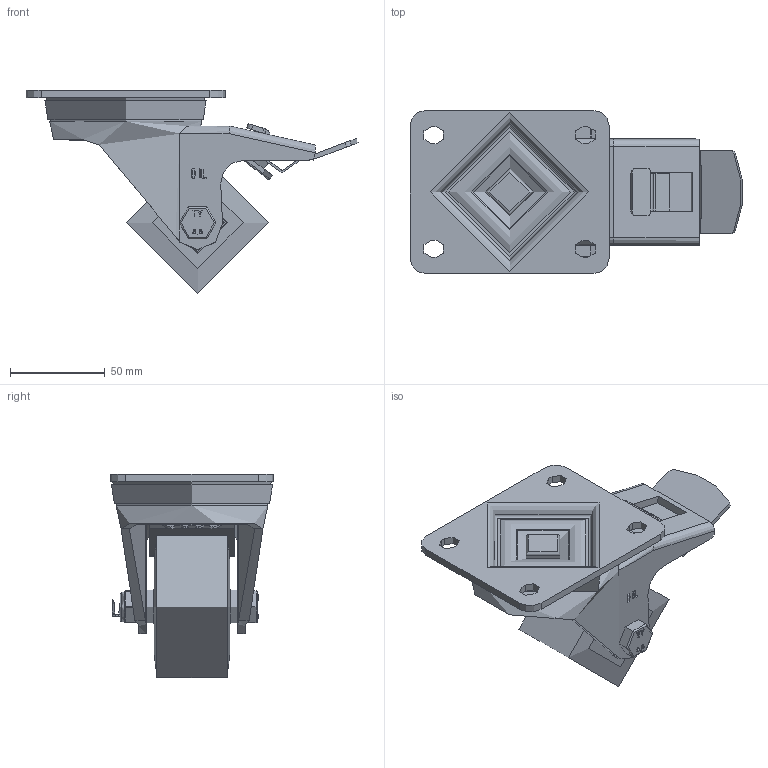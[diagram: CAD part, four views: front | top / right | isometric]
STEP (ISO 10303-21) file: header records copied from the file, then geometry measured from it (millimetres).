
FILE_DESCRIPTION(/* description */ (''),/* implementation_level */ '2;1');
FILE_NAME(/* name */ 'BZHD75PTBJSWB.step',/* time_stamp */ '2025-06-13T11:40:28+01:00',/* author */ (''),/* organization */ (''),/* preprocessor_version */ 'ST-DEVELOPER v20.1',/* originating_system */ 'Autodesk Translation Framework v14.10.0.0',/* authorisation */ '');
FILE_SCHEMA (('AUTOMOTIVE_DESIGN { 1 0 10303 214 3 1 1 }'));
Length unit declared in the file: millimetre
Products named in the file (33): BZHD75PTBJSWB; BZH80ASSWB - 48 v1; BZH80ASSWB v1; ZINC PLATED, PRESSED STEEL TOP PLATE; ZINC PLATED, PRESSED STEEL FORKS; BEARING SEAL; ZINC PLATED, PRESSED STEEL BRAKE PEDAL; BRAKE PAD; BRAKE PAD Geometry; BRAKE BOLT; BZH75WPTBJM15 v1; POLYURETHANE TYRE; CAST IRON RIM; BEARING6002; Pattern; BEARING6002 (1); Pattern (1); Component1; METAL; METAL2; MIDDLE; RUBBER; BEARING SPACER; TH15X4X10 v1; ZINC PLATED HEADED SPACER; TH15X4X10 v1 (1); ZINC PLATED HEADED SPACER (1); HEXBOLTM10X70Z8.8 v2; GRADE 8.8 THREADED ZINC PLATED BOLT; NYLOCM10Z v1; NYLOC NUT; RUBBER (1); NUT
Assembly tree (55 placements, depth 5):
  BZHD75PTBJSWB
    BZH80ASSWB - 48 v1
      BZH80ASSWB v1
        ZINC PLATED, PRESSED STEEL TOP PLATE
        ZINC PLATED, PRESSED STEEL FORKS
        BEARING SEAL
        ZINC PLATED, PRESSED STEEL BRAKE PEDAL
        BRAKE PAD
          BRAKE PAD Geometry
          BRAKE BOLT
    BZH75WPTBJM15 v1
      POLYURETHANE TYRE
      CAST IRON RIM
      BEARING6002
        METAL
        METAL2
        Pattern
          Component1  x9
        MIDDLE
        RUBBER  x2
      BEARING6002 (1)
        Pattern (1)
          Component1  x9
        METAL
        METAL2
        MIDDLE
        RUBBER  x2
      BEARING SPACER
    TH15X4X10 v1
      ZINC PLATED HEADED SPACER
    TH15X4X10 v1 (1)
      ZINC PLATED HEADED SPACER (1)
    HEXBOLTM10X70Z8.8 v2
      GRADE 8.8 THREADED ZINC PLATED BOLT
    NYLOCM10Z v1
      NYLOC NUT
        RUBBER (1)
        NUT
Bounding box: 175.06 x 86 x 107.5 mm (x, y, z)
Volume: 312178.4 mm3; surface area: 138435.4 mm2
Topology: 42 solids, 42 shells, 1336 faces, 3432 edges, 2237 vertices
Faces by surface type: plane 554, bspline 406, cylinder 249, sphere 66, cone 39, torus 22
Full cylindrical faces by diameter (mm): 8 x2, 8.141 x18, 9.85 x19, 10 x3, 10.2 x2, 10.5 x2, 12 x2, 14.8 x2, 15 x3, 16 x2, 18 x1, 19 x2, 20 x7, 20.5 x4, 21.5 x4, 25 x2, 26.8 x4, 28 x3, 28.2 x8, 31 x1, 32 x5, 48 x2, 59 x1, 72 x1, 75 x1, 80 x1
Entity records: 33187 total; most frequent: CARTESIAN_POINT 12856, ORIENTED_EDGE 4186, DIRECTION 3788, EDGE_CURVE 2093, AXIS2_PLACEMENT_3D 1359, VERTEX_POINT 1357, LINE 1070, VECTOR 1070
